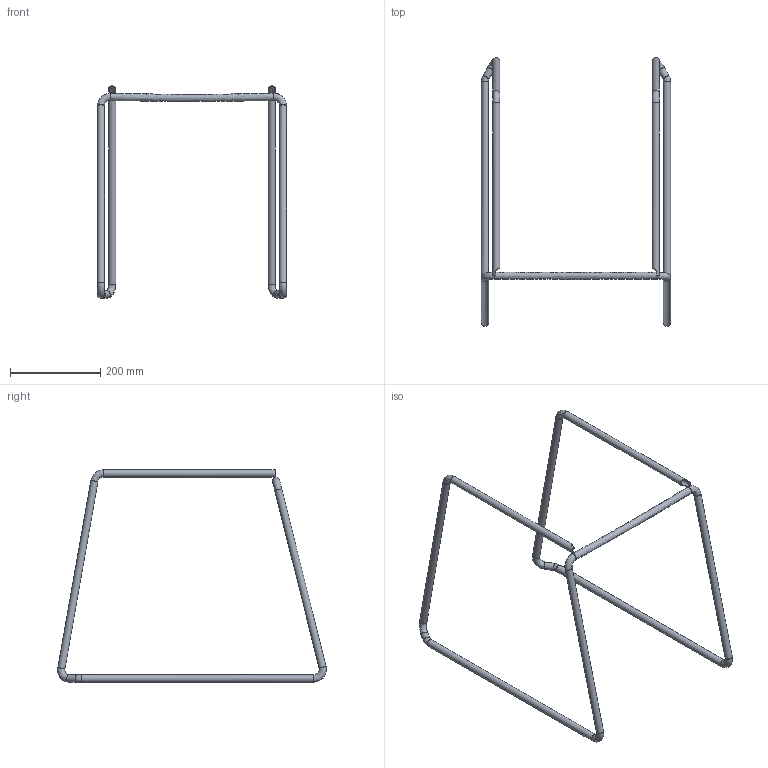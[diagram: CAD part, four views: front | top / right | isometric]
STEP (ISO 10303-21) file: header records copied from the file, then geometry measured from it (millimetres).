
FILE_DESCRIPTION(('STEP AP214'),'2;1');
FILE_NAME('Dapper_214.stp','2024-06-03T20:21:04',(''),(''),'2018.1.122','THINKDESIGN','');
FILE_SCHEMA(('AUTOMOTIVE_DESIGN'));
Length unit declared in the file: millimetre
Bounding box: 420 x 596.28 x 471 mm (x, y, z)
Volume: 281845.7 mm3; surface area: 376134.4 mm2
Topology: 1 solids, 1 shells, 54 faces, 198 edges, 144 vertices
Faces by surface type: cylinder 24, bspline 22, plane 8
Full cylindrical faces by diameter (mm): 13 x10, 16 x10
Entity records: 4109 total; most frequent: CARTESIAN_POINT 1850, DIRECTION 396, ORIENTED_EDGE 396, EDGE_CURVE 198, AXIS2_PLACEMENT_3D 178, CIRCLE 146, VERTEX_POINT 144, STYLED_ITEM 55
